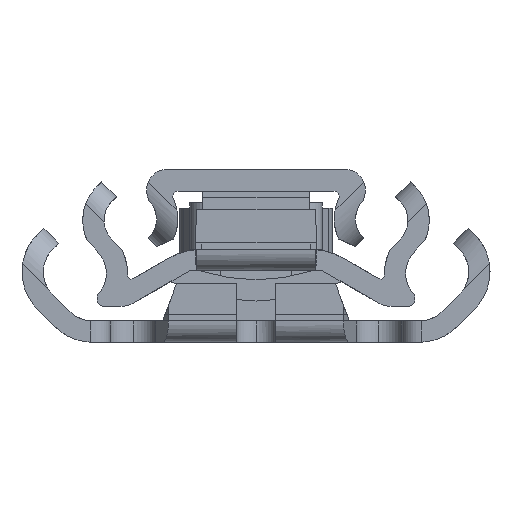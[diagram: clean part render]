
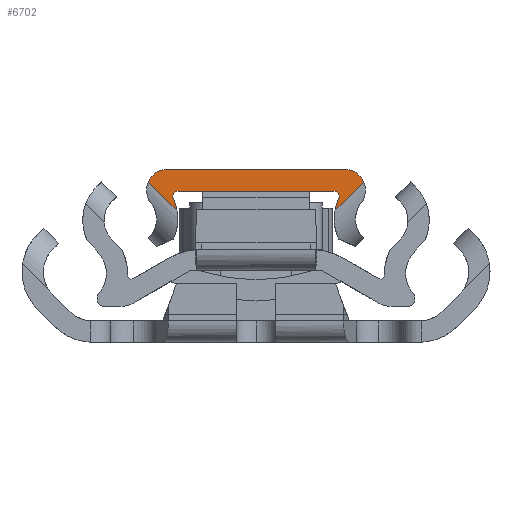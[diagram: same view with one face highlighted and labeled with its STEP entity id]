
A CAD part, left-side view. The second image highlights one B-rep face of the part: STEP entity #6702.
In plain terms, the highlighted planar face has unit normal (-1, 0, 0).
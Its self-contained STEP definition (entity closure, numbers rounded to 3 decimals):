
#31 = VERTEX_POINT ( 'NONE', #9452 ) ;
#145 = CIRCLE ( 'NONE', #9503, 0.4 ) ;
#224 = EDGE_CURVE ( 'NONE', #31, #6032, #8730, .T. ) ;
#364 = DIRECTION ( 'NONE',  ( 0., 0., -1. ) ) ;
#372 = DIRECTION ( 'NONE',  ( 1., 0., 0. ) ) ;
#640 = LINE ( 'NONE', #4702, #9154 ) ;
#695 = EDGE_CURVE ( 'NONE', #31, #10320, #640, .T. ) ;
#831 = AXIS2_PLACEMENT_3D ( 'NONE', #5401, #3700, #4661 ) ;
#989 = VECTOR ( 'NONE', #5922, 1000. ) ;
#1012 = EDGE_CURVE ( 'NONE', #9162, #6402, #3984, .T. ) ;
#1031 = CARTESIAN_POINT ( 'NONE',  ( 0., -7.462, 12.85 ) ) ;
#1309 = DIRECTION ( 'NONE',  ( 0., 0., -1. ) ) ;
#1369 = DIRECTION ( 'NONE',  ( 1., 0., 0. ) ) ;
#1498 = CARTESIAN_POINT ( 'NONE',  ( 0., 6.243, 10.829 ) ) ;
#1551 = ORIENTED_EDGE ( 'NONE', *, *, #4211, .F. ) ;
#1653 = ORIENTED_EDGE ( 'NONE', *, *, #224, .F. ) ;
#1659 = DIRECTION ( 'NONE',  ( -1., 0., 0. ) ) ;
#1994 = CARTESIAN_POINT ( 'NONE',  ( 0., -6.584, 11.434 ) ) ;
#2302 = VERTEX_POINT ( 'NONE', #6382 ) ;
#3288 = CARTESIAN_POINT ( 'NONE',  ( 0., 5.881, 11.4 ) ) ;
#3379 = CARTESIAN_POINT ( 'NONE',  ( 0., -6.935, 13. ) ) ;
#3423 = CARTESIAN_POINT ( 'NONE',  ( 0., 6.935, 12. ) ) ;
#3465 = EDGE_CURVE ( 'NONE', #4180, #5073, #9528, .T. ) ;
#3475 = AXIS2_PLACEMENT_3D ( 'NONE', #7824, #4680, #5314 ) ;
#3511 = VERTEX_POINT ( 'NONE', #9525 ) ;
#3517 = EDGE_CURVE ( 'NONE', #5073, #10320, #4767, .T. ) ;
#3521 = CARTESIAN_POINT ( 'NONE',  ( 0., 6.584, 11.434 ) ) ;
#3523 = CARTESIAN_POINT ( 'NONE',  ( 0., 7.037, 10.982 ) ) ;
#3556 = CIRCLE ( 'NONE', #9509, 0.4 ) ;
#3617 = ORIENTED_EDGE ( 'NONE', *, *, #3517, .F. ) ;
#3627 = CARTESIAN_POINT ( 'NONE',  ( 0., -6.935, 13. ) ) ;
#3700 = DIRECTION ( 'NONE',  ( 1., 0., 0. ) ) ;
#3906 = CARTESIAN_POINT ( 'NONE',  ( 0., 6.935, 13. ) ) ;
#3984 = CIRCLE ( 'NONE', #3475, 1.666 ) ;
#4062 = CIRCLE ( 'NONE', #10016, 1. ) ;
#4102 = VERTEX_POINT ( 'NONE', #8269 ) ;
#4119 = EDGE_CURVE ( 'NONE', #6032, #2302, #145, .T. ) ;
#4180 = VERTEX_POINT ( 'NONE', #3627 ) ;
#4211 = EDGE_CURVE ( 'NONE', #6402, #7837, #4062, .T. ) ;
#4272 = DIRECTION ( 'NONE',  ( 0., 0., -1. ) ) ;
#4280 = DIRECTION ( 'NONE',  ( 0., 0., -1. ) ) ;
#4363 = AXIS2_PLACEMENT_3D ( 'NONE', #3521, #372, #4272 ) ;
#4661 = DIRECTION ( 'NONE',  ( 0., 0., -1. ) ) ;
#4680 = DIRECTION ( 'NONE',  ( 1., 0., 0. ) ) ;
#4702 = CARTESIAN_POINT ( 'NONE',  ( 0., -0.462, 4.398 ) ) ;
#4767 = CIRCLE ( 'NONE', #9190, 1.666 ) ;
#4789 = LINE ( 'NONE', #3288, #7656 ) ;
#5073 = VERTEX_POINT ( 'NONE', #1031 ) ;
#5087 = DIRECTION ( 'NONE',  ( 0., -1., 0. ) ) ;
#5314 = DIRECTION ( 'NONE',  ( 0., 0., -1. ) ) ;
#5354 = CARTESIAN_POINT ( 'NONE',  ( 0., -9.484, 9.3 ) ) ;
#5401 = CARTESIAN_POINT ( 'NONE',  ( 0., 9.485, 9.3 ) ) ;
#5528 = ORIENTED_EDGE ( 'NONE', *, *, #1012, .F. ) ;
#5721 = CARTESIAN_POINT ( 'NONE',  ( 0., -5.881, 11. ) ) ;
#5922 = DIRECTION ( 'NONE',  ( 0., -0.707, -0.708 ) ) ;
#6032 = VERTEX_POINT ( 'NONE', #9887 ) ;
#6250 = ORIENTED_EDGE ( 'NONE', *, *, #7379, .F. ) ;
#6302 = VERTEX_POINT ( 'NONE', #1498 ) ;
#6382 = CARTESIAN_POINT ( 'NONE',  ( 0., -5.881, 11.4 ) ) ;
#6402 = VERTEX_POINT ( 'NONE', #7047 ) ;
#6653 = VECTOR ( 'NONE', #5087, 1000. ) ;
#6673 = DIRECTION ( 'NONE',  ( 0., -0.707, 0.708 ) ) ;
#6685 = DIRECTION ( 'NONE',  ( 1., 0., 0. ) ) ;
#6702 = ADVANCED_FACE ( 'NONE', ( #8464 ), #9961, .F. ) ;
#6814 = CARTESIAN_POINT ( 'NONE',  ( 0., 5.881, 11. ) ) ;
#6911 = DIRECTION ( 'NONE',  ( 0., 0., -1. ) ) ;
#6912 = ORIENTED_EDGE ( 'NONE', *, *, #9931, .F. ) ;
#6972 = DIRECTION ( 'NONE',  ( 0., 0., -1. ) ) ;
#6982 = AXIS2_PLACEMENT_3D ( 'NONE', #7822, #9377, #1309 ) ;
#7047 = CARTESIAN_POINT ( 'NONE',  ( 0., 7.462, 12.85 ) ) ;
#7127 = DIRECTION ( 'NONE',  ( 1., 0., 0. ) ) ;
#7150 = ORIENTED_EDGE ( 'NONE', *, *, #9150, .F. ) ;
#7379 = EDGE_CURVE ( 'NONE', #2302, #4102, #4789, .T. ) ;
#7407 = EDGE_LOOP ( 'NONE', ( #1653, #8530, #3617, #8978, #7150, #1551, #5528, #7730, #8723, #6912, #6250, #10115 ) ) ;
#7470 = LINE ( 'NONE', #3523, #989 ) ;
#7489 = CIRCLE ( 'NONE', #831, 3.584 ) ;
#7607 = DIRECTION ( 'NONE',  ( -1., 0., 0. ) ) ;
#7656 = VECTOR ( 'NONE', #8885, 1000. ) ;
#7730 = ORIENTED_EDGE ( 'NONE', *, *, #9558, .T. ) ;
#7822 = CARTESIAN_POINT ( 'NONE',  ( 0., -6.935, 12. ) ) ;
#7824 = CARTESIAN_POINT ( 'NONE',  ( 0., 6.584, 11.434 ) ) ;
#7837 = VERTEX_POINT ( 'NONE', #3906 ) ;
#8125 = CARTESIAN_POINT ( 'NONE',  ( 0., -8.124, 12.07 ) ) ;
#8163 = DIRECTION ( 'NONE',  ( 0., 0., -1. ) ) ;
#8269 = CARTESIAN_POINT ( 'NONE',  ( 0., 5.881, 11.4 ) ) ;
#8464 = FACE_OUTER_BOUND ( 'NONE', #7407, .T. ) ;
#8530 = ORIENTED_EDGE ( 'NONE', *, *, #695, .T. ) ;
#8723 = ORIENTED_EDGE ( 'NONE', *, *, #8841, .F. ) ;
#8730 = CIRCLE ( 'NONE', #9758, 3.584 ) ;
#8841 = EDGE_CURVE ( 'NONE', #6302, #3511, #7489, .T. ) ;
#8885 = DIRECTION ( 'NONE',  ( 0., 1., 0. ) ) ;
#8978 = ORIENTED_EDGE ( 'NONE', *, *, #3465, .F. ) ;
#9150 = EDGE_CURVE ( 'NONE', #7837, #4180, #10086, .T. ) ;
#9154 = VECTOR ( 'NONE', #6673, 1000. ) ;
#9162 = VERTEX_POINT ( 'NONE', #9184 ) ;
#9184 = CARTESIAN_POINT ( 'NONE',  ( 0., 8.124, 12.07 ) ) ;
#9190 = AXIS2_PLACEMENT_3D ( 'NONE', #1994, #1369, #364 ) ;
#9377 = DIRECTION ( 'NONE',  ( 1., 0., 0. ) ) ;
#9452 = CARTESIAN_POINT ( 'NONE',  ( 0., -5.949, 9.893 ) ) ;
#9503 = AXIS2_PLACEMENT_3D ( 'NONE', #5721, #1659, #8163 ) ;
#9509 = AXIS2_PLACEMENT_3D ( 'NONE', #6814, #7607, #6911 ) ;
#9525 = CARTESIAN_POINT ( 'NONE',  ( 0., 5.949, 9.893 ) ) ;
#9528 = CIRCLE ( 'NONE', #6982, 1. ) ;
#9558 = EDGE_CURVE ( 'NONE', #9162, #3511, #7470, .T. ) ;
#9758 = AXIS2_PLACEMENT_3D ( 'NONE', #5354, #7127, #6972 ) ;
#9887 = CARTESIAN_POINT ( 'NONE',  ( 0., -6.243, 10.829 ) ) ;
#9931 = EDGE_CURVE ( 'NONE', #4102, #6302, #3556, .T. ) ;
#9961 = PLANE ( 'NONE',  #4363 ) ;
#10016 = AXIS2_PLACEMENT_3D ( 'NONE', #3423, #6685, #4280 ) ;
#10086 = LINE ( 'NONE', #3379, #6653 ) ;
#10115 = ORIENTED_EDGE ( 'NONE', *, *, #4119, .F. ) ;
#10320 = VERTEX_POINT ( 'NONE', #8125 ) ;
